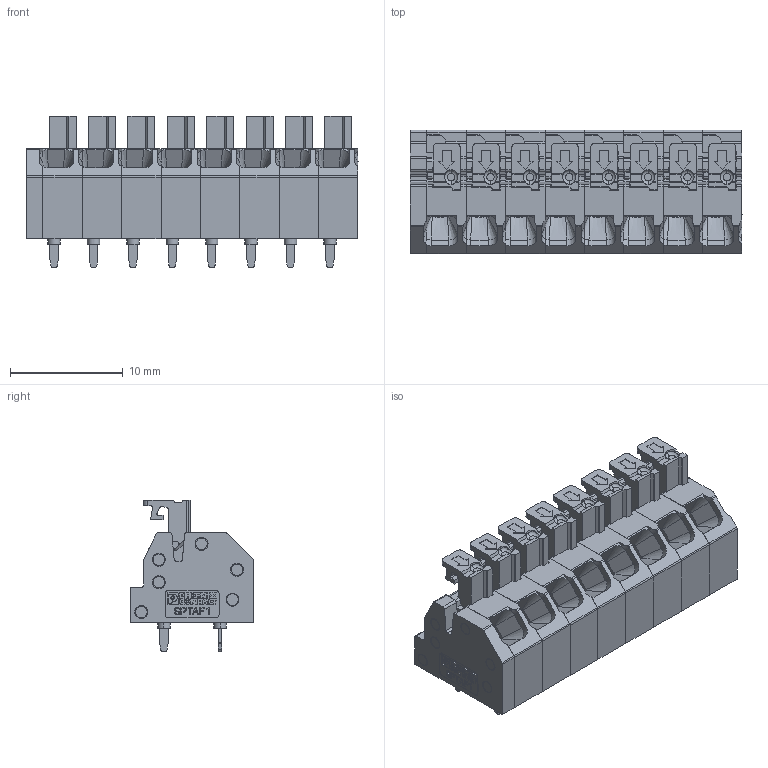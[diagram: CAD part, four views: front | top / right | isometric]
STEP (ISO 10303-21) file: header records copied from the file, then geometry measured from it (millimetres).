
FILE_DESCRIPTION(('Creo Elements/Direct Modeling STEP Export'),'2;1');
FILE_NAME('model.stp','2018-09-26T12:32:41',(''),(''),'Creo Elements/Direct Modeling STEP processor for AP214 (Solid Model)','Creo Elements/Direct Modeling 18.1I 14-Aug-2016 (C) Parametric Technology GmbH','');
FILE_SCHEMA(('AUTOMOTIVE_DESIGN { 1 0 10303 214 1 1 1 1 }'));
Length unit declared in the file: millimetre
Products named in the file (5): SPTAF_1-3.5_housing.8; SPTAF-0-DKL.1; Bohrloch.1.1.3; Bohrloch.1.1.1; SPTAF_1_3.5_LL
Assembly tree (25 placements, depth 2):
  SPTAF_1_3.5_LL
    Bohrloch.1.1.1  x8
    Bohrloch.1.1.3  x8
    SPTAF_1-3.5_housing.8  x8
    SPTAF-0-DKL.1
Bounding box: 29.5 x 11 x 13.5 mm (x, y, z)
Volume: 2077.5 mm3; surface area: 4115.1 mm2
Topology: 25 solids, 25 shells, 2482 faces, 6655 edges, 4327 vertices
Faces by surface type: plane 1406, cylinder 764, torus 128, bspline 58, sphere 53, cone 40, extrusion 33
Entity records: 26937 total; most frequent: CARTESIAN_POINT 5580, ORIENTED_EDGE 3488, DIRECTION 3066, EDGE_CURVE 1744, VECTOR 1334, LINE 1301, VERTEX_POINT 1149, AXIS2_PLACEMENT_3D 866
